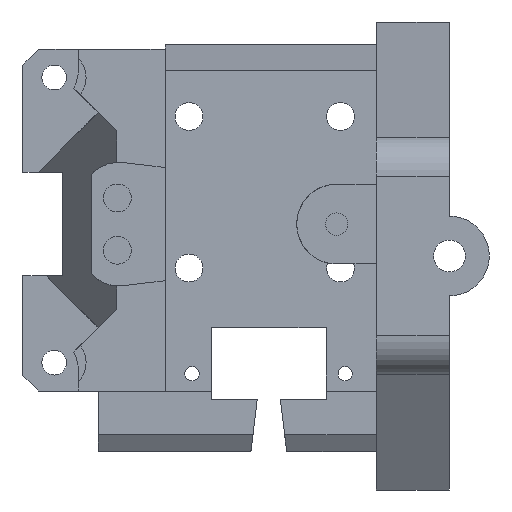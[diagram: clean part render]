
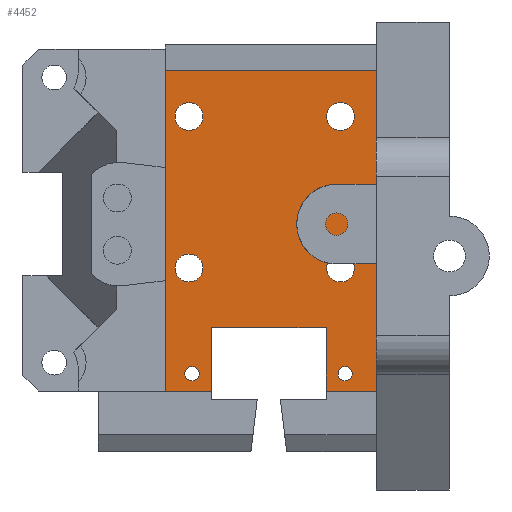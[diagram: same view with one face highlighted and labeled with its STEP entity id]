
A CAD part, front view. The second image highlights one B-rep face of the part: STEP entity #4452.
In plain terms, the highlighted planar face has unit normal (0, -1, 0).
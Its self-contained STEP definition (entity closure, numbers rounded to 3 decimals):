
#104=FACE_BOUND('',#709,.T.);
#105=FACE_BOUND('',#710,.T.);
#106=FACE_BOUND('',#711,.T.);
#107=FACE_BOUND('',#712,.T.);
#108=FACE_BOUND('',#713,.T.);
#109=FACE_BOUND('',#714,.T.);
#223=PLANE('',#4805);
#436=FACE_OUTER_BOUND('',#708,.T.);
#708=EDGE_LOOP('',(#3757,#3758,#3759,#3760,#3761,#3762,#3763,#3764));
#709=EDGE_LOOP('',(#3765));
#710=EDGE_LOOP('',(#3766));
#711=EDGE_LOOP('',(#3767));
#712=EDGE_LOOP('',(#3768));
#713=EDGE_LOOP('',(#3769));
#714=EDGE_LOOP('',(#3770));
#829=LINE('',#6157,#1315);
#1047=LINE('',#6969,#1533);
#1143=LINE('',#7240,#1629);
#1161=LINE('',#7272,#1647);
#1164=LINE('',#7280,#1650);
#1186=LINE('',#7325,#1672);
#1187=LINE('',#7327,#1673);
#1188=LINE('',#7328,#1674);
#1315=VECTOR('',#4944,10.);
#1533=VECTOR('',#5450,10.);
#1629=VECTOR('',#5716,10.);
#1647=VECTOR('',#5744,10.);
#1650=VECTOR('',#5749,10.);
#1672=VECTOR('',#5787,10.);
#1673=VECTOR('',#5790,10.);
#1674=VECTOR('',#5791,10.);
#1851=CIRCLE('',#4682,0.9);
#1852=CIRCLE('',#4684,1.75);
#1853=CIRCLE('',#4686,1.75);
#1854=CIRCLE('',#4688,1.75);
#1855=CIRCLE('',#4690,1.75);
#1856=CIRCLE('',#4692,0.9);
#1923=VERTEX_POINT('',#6154);
#1924=VERTEX_POINT('',#6156);
#2137=VERTEX_POINT('',#6900);
#2138=VERTEX_POINT('',#6904);
#2139=VERTEX_POINT('',#6908);
#2140=VERTEX_POINT('',#6912);
#2141=VERTEX_POINT('',#6916);
#2142=VERTEX_POINT('',#6920);
#2155=VERTEX_POINT('',#6959);
#2158=VERTEX_POINT('',#6967);
#2248=VERTEX_POINT('',#7238);
#2257=VERTEX_POINT('',#7270);
#2260=VERTEX_POINT('',#7277);
#2261=VERTEX_POINT('',#7279);
#2347=EDGE_CURVE('',#1924,#1923,#829,.T.);
#2615=EDGE_CURVE('',#2137,#2137,#1851,.T.);
#2616=EDGE_CURVE('',#2138,#2138,#1852,.T.);
#2618=EDGE_CURVE('',#2139,#2139,#1853,.T.);
#2620=EDGE_CURVE('',#2140,#2140,#1854,.T.);
#2622=EDGE_CURVE('',#2141,#2141,#1855,.T.);
#2625=EDGE_CURVE('',#2142,#2142,#1856,.T.);
#2649=EDGE_CURVE('',#2155,#2158,#1047,.T.);
#2784=EDGE_CURVE('',#2158,#2248,#1143,.T.);
#2802=EDGE_CURVE('',#2248,#2257,#1161,.T.);
#2805=EDGE_CURVE('',#2260,#2261,#1164,.T.);
#2829=EDGE_CURVE('',#2260,#1924,#1186,.T.);
#2830=EDGE_CURVE('',#2155,#1923,#1187,.T.);
#2831=EDGE_CURVE('',#2257,#2261,#1188,.T.);
#3757=ORIENTED_EDGE('',*,*,#2829,.T.);
#3758=ORIENTED_EDGE('',*,*,#2347,.T.);
#3759=ORIENTED_EDGE('',*,*,#2830,.F.);
#3760=ORIENTED_EDGE('',*,*,#2649,.T.);
#3761=ORIENTED_EDGE('',*,*,#2784,.T.);
#3762=ORIENTED_EDGE('',*,*,#2802,.T.);
#3763=ORIENTED_EDGE('',*,*,#2831,.T.);
#3764=ORIENTED_EDGE('',*,*,#2805,.F.);
#3765=ORIENTED_EDGE('',*,*,#2625,.T.);
#3766=ORIENTED_EDGE('',*,*,#2622,.T.);
#3767=ORIENTED_EDGE('',*,*,#2620,.T.);
#3768=ORIENTED_EDGE('',*,*,#2618,.T.);
#3769=ORIENTED_EDGE('',*,*,#2616,.T.);
#3770=ORIENTED_EDGE('',*,*,#2615,.T.);
#4452=ADVANCED_FACE('',(#436,#104,#105,#106,#107,#108,#109),#223,.T.);
#4682=AXIS2_PLACEMENT_3D('',#6902,#5380,#5381);
#4684=AXIS2_PLACEMENT_3D('',#6905,#5384,#5385);
#4686=AXIS2_PLACEMENT_3D('',#6909,#5389,#5390);
#4688=AXIS2_PLACEMENT_3D('',#6913,#5394,#5395);
#4690=AXIS2_PLACEMENT_3D('',#6917,#5399,#5400);
#4692=AXIS2_PLACEMENT_3D('',#6922,#5405,#5406);
#4805=AXIS2_PLACEMENT_3D('',#7326,#5788,#5789);
#4944=DIRECTION('',(0.,0.,1.));
#5380=DIRECTION('center_axis',(0.,1.,0.));
#5381=DIRECTION('ref_axis',(-1.,0.,0.));
#5384=DIRECTION('center_axis',(0.,1.,0.));
#5385=DIRECTION('ref_axis',(1.,0.,0.));
#5389=DIRECTION('center_axis',(0.,1.,0.));
#5390=DIRECTION('ref_axis',(1.,0.,0.));
#5394=DIRECTION('center_axis',(0.,1.,0.));
#5395=DIRECTION('ref_axis',(1.,0.,0.));
#5399=DIRECTION('center_axis',(0.,1.,0.));
#5400=DIRECTION('ref_axis',(1.,0.,0.));
#5405=DIRECTION('center_axis',(0.,1.,0.));
#5406=DIRECTION('ref_axis',(-1.,0.,0.));
#5450=DIRECTION('',(0.,0.,-1.));
#5716=DIRECTION('',(1.,0.,0.));
#5744=DIRECTION('',(0.,0.,1.));
#5749=DIRECTION('',(0.,0.,1.));
#5787=DIRECTION('',(1.,0.,0.));
#5788=DIRECTION('center_axis',(0.,-1.,0.));
#5789=DIRECTION('ref_axis',(-1.,0.,0.));
#5790=DIRECTION('',(1.,0.,0.));
#5791=DIRECTION('',(1.,0.,0.));
#6154=CARTESIAN_POINT('',(-146.,59.632,338.902));
#6156=CARTESIAN_POINT('',(-146.,59.632,298.753));
#6157=CARTESIAN_POINT('',(-146.,59.632,327.429));
#6900=CARTESIAN_POINT('',(-168.23,59.632,300.929));
#6902=CARTESIAN_POINT('Origin',(-169.13,59.632,300.929));
#6904=CARTESIAN_POINT('',(-171.25,59.632,314.175));
#6905=CARTESIAN_POINT('Origin',(-169.5,59.632,314.175));
#6908=CARTESIAN_POINT('',(-152.25,59.632,333.175));
#6909=CARTESIAN_POINT('Origin',(-150.5,59.632,333.175));
#6912=CARTESIAN_POINT('',(-152.25,59.632,314.175));
#6913=CARTESIAN_POINT('Origin',(-150.5,59.632,314.175));
#6916=CARTESIAN_POINT('',(-171.25,59.632,333.175));
#6917=CARTESIAN_POINT('Origin',(-169.5,59.632,333.175));
#6920=CARTESIAN_POINT('',(-149.02,59.632,300.929));
#6922=CARTESIAN_POINT('Origin',(-149.92,59.632,300.929));
#6959=CARTESIAN_POINT('',(-172.5,59.632,338.902));
#6967=CARTESIAN_POINT('',(-172.5,59.632,298.753));
#6969=CARTESIAN_POINT('',(-172.5,59.632,327.429));
#7238=CARTESIAN_POINT('',(-166.7,59.632,298.753));
#7240=CARTESIAN_POINT('',(-153.5,59.632,298.753));
#7270=CARTESIAN_POINT('',(-166.7,59.632,306.675));
#7272=CARTESIAN_POINT('',(-166.7,59.632,322.55));
#7277=CARTESIAN_POINT('',(-152.3,59.632,298.753));
#7279=CARTESIAN_POINT('',(-152.3,59.632,306.675));
#7280=CARTESIAN_POINT('',(-152.3,59.632,318.175));
#7325=CARTESIAN_POINT('',(-172.5,59.632,298.753));
#7326=CARTESIAN_POINT('Origin',(-134.5,59.632,339.175));
#7327=CARTESIAN_POINT('',(-156.411,59.632,338.902));
#7328=CARTESIAN_POINT('',(-141.15,59.632,306.675));
